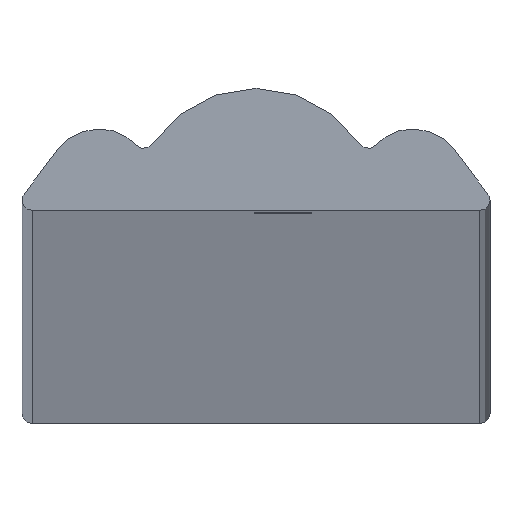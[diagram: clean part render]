
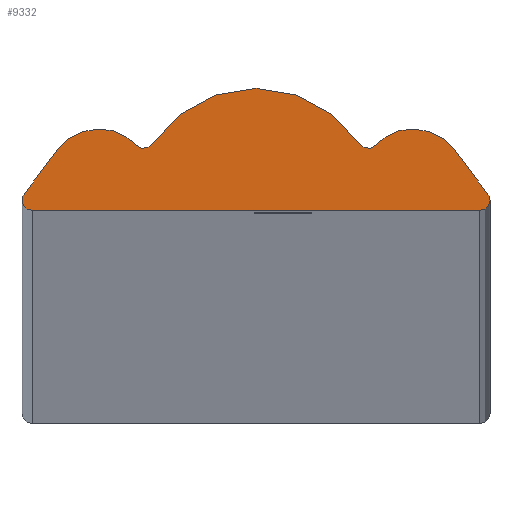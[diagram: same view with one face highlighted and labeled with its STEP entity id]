
A CAD part, top view. The second image highlights one B-rep face of the part: STEP entity #9332.
In plain terms, the highlighted planar face has unit normal (0, 0, 1).
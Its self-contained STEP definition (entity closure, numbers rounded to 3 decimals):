
#18 = VECTOR ( 'NONE', #1950, 1000. ) ;
#232 = CARTESIAN_POINT ( 'NONE',  ( 0., -0.05, 0. ) ) ;
#236 = DIRECTION ( 'NONE',  ( 0.6, 0.8, 0. ) ) ;
#311 = DIRECTION ( 'NONE',  ( -0.6, 0.8, 0. ) ) ;
#388 = LINE ( 'NONE', #6487, #8235 ) ;
#441 = EDGE_CURVE ( 'NONE', #7237, #2745, #673, .T. ) ;
#530 = DIRECTION ( 'NONE',  ( 1., 0., 0. ) ) ;
#569 = LINE ( 'NONE', #8077, #6633 ) ;
#673 = CIRCLE ( 'NONE', #3914, 1.25 ) ;
#710 = DIRECTION ( 'NONE',  ( -1., 0., 0. ) ) ;
#900 = CARTESIAN_POINT ( 'NONE',  ( -3.846, 0.75, 0. ) ) ;
#972 = CIRCLE ( 'NONE', #5440, 0.25 ) ;
#1006 = DIRECTION ( 'NONE',  ( -1., 0., 0. ) ) ;
#1085 = CARTESIAN_POINT ( 'NONE',  ( -4.875, 1.5, 0. ) ) ;
#1120 = AXIS2_PLACEMENT_3D ( 'NONE', #1975, #7298, #2760 ) ;
#1155 = CIRCLE ( 'NONE', #2852, 0.25 ) ;
#1163 = DIRECTION ( 'NONE',  ( -1., 0., 0. ) ) ;
#1205 = VERTEX_POINT ( 'NONE', #5415 ) ;
#1234 = CARTESIAN_POINT ( 'NONE',  ( 3.875, 0.75, 0. ) ) ;
#1430 = CARTESIAN_POINT ( 'NONE',  ( 3.846, 0.75, 0. ) ) ;
#1442 = VERTEX_POINT ( 'NONE', #3721 ) ;
#1675 = DIRECTION ( 'NONE',  ( -1., 0., 0. ) ) ;
#1806 = CIRCLE ( 'NONE', #2205, 0.25 ) ;
#1834 = AXIS2_PLACEMENT_3D ( 'NONE', #1904, #7217, #2691 ) ;
#1853 = CARTESIAN_POINT ( 'NONE',  ( 2.75, 1.774, 0. ) ) ;
#1904 = CARTESIAN_POINT ( 'NONE',  ( -3.875, 0.75, 0. ) ) ;
#1950 = DIRECTION ( 'NONE',  ( 1., 0., 0. ) ) ;
#1975 = CARTESIAN_POINT ( 'NONE',  ( 5.5, 0.25, 0. ) ) ;
#1987 = DIRECTION ( 'NONE',  ( -1., 0., 0. ) ) ;
#2005 = VERTEX_POINT ( 'NONE', #8359 ) ;
#2019 = VERTEX_POINT ( 'NONE', #3737 ) ;
#2049 = CIRCLE ( 'NONE', #3606, 0.25 ) ;
#2198 = DIRECTION ( 'NONE',  ( -1., 0., 0. ) ) ;
#2205 = AXIS2_PLACEMENT_3D ( 'NONE', #1853, #7168, #2628 ) ;
#2217 = EDGE_CURVE ( 'NONE', #8674, #7706, #3179, .T. ) ;
#2223 = CARTESIAN_POINT ( 'NONE',  ( 3.846, 2., 0. ) ) ;
#2228 = EDGE_CURVE ( 'NONE', #4047, #1205, #1155, .T. ) ;
#2299 = VERTEX_POINT ( 'NONE', #7442 ) ;
#2364 = CIRCLE ( 'NONE', #9079, 0.25 ) ;
#2451 = DIRECTION ( 'NONE',  ( 0., 0., -1. ) ) ;
#2628 = DIRECTION ( 'NONE',  ( -1., 0., 0. ) ) ;
#2691 = DIRECTION ( 'NONE',  ( -1., 0., 0. ) ) ;
#2745 = VERTEX_POINT ( 'NONE', #8001 ) ;
#2760 = DIRECTION ( 'NONE',  ( -1., 0., 0. ) ) ;
#2852 = AXIS2_PLACEMENT_3D ( 'NONE', #8744, #4200, #9509 ) ;
#2872 = ORIENTED_EDGE ( 'NONE', *, *, #9710, .T. ) ;
#3084 = VECTOR ( 'NONE', #236, 1000. ) ;
#3179 = CIRCLE ( 'NONE', #1834, 1.25 ) ;
#3340 = CIRCLE ( 'NONE', #6543, 1.25 ) ;
#3494 = ORIENTED_EDGE ( 'NONE', *, *, #7444, .T. ) ;
#3606 = AXIS2_PLACEMENT_3D ( 'NONE', #4506, #9806, #5260 ) ;
#3685 = DIRECTION ( 'NONE',  ( 0., 0., 1. ) ) ;
#3721 = CARTESIAN_POINT ( 'NONE',  ( 2.542, 1.636, 0. ) ) ;
#3737 = CARTESIAN_POINT ( 'NONE',  ( 2.933, 1.603, 0. ) ) ;
#3769 = EDGE_CURVE ( 'NONE', #4047, #1442, #9508, .T. ) ;
#3814 = EDGE_CURVE ( 'NONE', #7003, #2019, #3340, .T. ) ;
#3914 = AXIS2_PLACEMENT_3D ( 'NONE', #1234, #6546, #1987 ) ;
#3984 = AXIS2_PLACEMENT_3D ( 'NONE', #232, #5549, #1006 ) ;
#4047 = VERTEX_POINT ( 'NONE', #4510 ) ;
#4091 = ORIENTED_EDGE ( 'NONE', *, *, #2228, .T. ) ;
#4200 = DIRECTION ( 'NONE',  ( 0., 0., -1. ) ) ;
#4269 = ORIENTED_EDGE ( 'NONE', *, *, #7732, .F. ) ;
#4506 = CARTESIAN_POINT ( 'NONE',  ( -5.5, 0.25, 0. ) ) ;
#4510 = CARTESIAN_POINT ( 'NONE',  ( -2.542, 1.636, 0. ) ) ;
#4522 = EDGE_CURVE ( 'NONE', #6748, #7706, #4862, .T. ) ;
#4531 = EDGE_LOOP ( 'NONE', ( #4269, #8362, #8078, #9604, #4838, #9740, #2872, #3494, #5831, #4539, #9835, #5011, #8008, #9842, #4091, #5813 ) ) ;
#4539 = ORIENTED_EDGE ( 'NONE', *, *, #441, .T. ) ;
#4607 = CARTESIAN_POINT ( 'NONE',  ( 5.75, 0.25, 0. ) ) ;
#4689 = VECTOR ( 'NONE', #311, 1000. ) ;
#4838 = ORIENTED_EDGE ( 'NONE', *, *, #6586, .T. ) ;
#4862 = LINE ( 'NONE', #9346, #3084 ) ;
#5011 = ORIENTED_EDGE ( 'NONE', *, *, #3814, .T. ) ;
#5122 = CARTESIAN_POINT ( 'NONE',  ( -3.846, 2., 0. ) ) ;
#5260 = DIRECTION ( 'NONE',  ( -1., 0., 0. ) ) ;
#5263 = DIRECTION ( 'NONE',  ( 0., 0., 1. ) ) ;
#5360 = LINE ( 'NONE', #6498, #18 ) ;
#5415 = CARTESIAN_POINT ( 'NONE',  ( -2.933, 1.603, 0. ) ) ;
#5440 = AXIS2_PLACEMENT_3D ( 'NONE', #9809, #5263, #710 ) ;
#5461 = CIRCLE ( 'NONE', #5884, 1.25 ) ;
#5543 = EDGE_CURVE ( 'NONE', #2299, #8933, #569, .T. ) ;
#5549 = DIRECTION ( 'NONE',  ( 0., 0., -1. ) ) ;
#5592 = CARTESIAN_POINT ( 'NONE',  ( -3.875, 2., 0. ) ) ;
#5596 = EDGE_CURVE ( 'NONE', #6748, #2005, #2364, .T. ) ;
#5692 = VERTEX_POINT ( 'NONE', #4607 ) ;
#5813 = ORIENTED_EDGE ( 'NONE', *, *, #9325, .T. ) ;
#5831 = ORIENTED_EDGE ( 'NONE', *, *, #9663, .T. ) ;
#5884 = AXIS2_PLACEMENT_3D ( 'NONE', #900, #6229, #1675 ) ;
#6023 = EDGE_CURVE ( 'NONE', #2745, #7003, #388, .T. ) ;
#6229 = DIRECTION ( 'NONE',  ( 0., 0., 1. ) ) ;
#6402 = CARTESIAN_POINT ( 'NONE',  ( 6., 0., 0. ) ) ;
#6419 = CARTESIAN_POINT ( 'NONE',  ( 4.875, 1.5, 0. ) ) ;
#6487 = CARTESIAN_POINT ( 'NONE',  ( 4.5, 2., 0. ) ) ;
#6498 = CARTESIAN_POINT ( 'NONE',  ( -4.5, 2., 0. ) ) ;
#6543 = AXIS2_PLACEMENT_3D ( 'NONE', #1430, #6740, #2198 ) ;
#6546 = DIRECTION ( 'NONE',  ( 0., 0., 1. ) ) ;
#6586 = EDGE_CURVE ( 'NONE', #2005, #2299, #2049, .T. ) ;
#6633 = VECTOR ( 'NONE', #530, 1000. ) ;
#6705 = CIRCLE ( 'NONE', #1120, 0.25 ) ;
#6740 = DIRECTION ( 'NONE',  ( 0., 0., 1. ) ) ;
#6748 = VERTEX_POINT ( 'NONE', #7858 ) ;
#6981 = PLANE ( 'NONE',  #7926 ) ;
#7003 = VERTEX_POINT ( 'NONE', #2223 ) ;
#7168 = DIRECTION ( 'NONE',  ( 0., 0., -1. ) ) ;
#7217 = DIRECTION ( 'NONE',  ( 0., 0., 1. ) ) ;
#7237 = VERTEX_POINT ( 'NONE', #6419 ) ;
#7257 = FACE_OUTER_BOUND ( 'NONE', #4531, .T. ) ;
#7298 = DIRECTION ( 'NONE',  ( 0., 0., 1. ) ) ;
#7442 = CARTESIAN_POINT ( 'NONE',  ( -5.5, 0., 0. ) ) ;
#7444 = EDGE_CURVE ( 'NONE', #5692, #8778, #972, .T. ) ;
#7702 = EDGE_CURVE ( 'NONE', #2019, #1442, #1806, .T. ) ;
#7706 = VERTEX_POINT ( 'NONE', #1085 ) ;
#7732 = EDGE_CURVE ( 'NONE', #8674, #9151, #5360, .T. ) ;
#7760 = DIRECTION ( 'NONE',  ( -1., 0., 0. ) ) ;
#7858 = CARTESIAN_POINT ( 'NONE',  ( -5.7, 0.4, 0. ) ) ;
#7926 = AXIS2_PLACEMENT_3D ( 'NONE', #8485, #2451, #7760 ) ;
#8001 = CARTESIAN_POINT ( 'NONE',  ( 3.875, 2., 0. ) ) ;
#8008 = ORIENTED_EDGE ( 'NONE', *, *, #7702, .T. ) ;
#8077 = CARTESIAN_POINT ( 'NONE',  ( -6., 0., 0. ) ) ;
#8078 = ORIENTED_EDGE ( 'NONE', *, *, #4522, .F. ) ;
#8235 = VECTOR ( 'NONE', #1163, 1000. ) ;
#8241 = CARTESIAN_POINT ( 'NONE',  ( -5.5, 0.25, 0. ) ) ;
#8359 = CARTESIAN_POINT ( 'NONE',  ( -5.75, 0.25, 0. ) ) ;
#8362 = ORIENTED_EDGE ( 'NONE', *, *, #2217, .T. ) ;
#8485 = CARTESIAN_POINT ( 'NONE',  ( 0., -0.05, 0. ) ) ;
#8566 = CARTESIAN_POINT ( 'NONE',  ( 5.7, 0.4, 0. ) ) ;
#8674 = VERTEX_POINT ( 'NONE', #5592 ) ;
#8736 = LINE ( 'NONE', #6402, #4689 ) ;
#8744 = CARTESIAN_POINT ( 'NONE',  ( -2.75, 1.774, 0. ) ) ;
#8778 = VERTEX_POINT ( 'NONE', #8566 ) ;
#8933 = VERTEX_POINT ( 'NONE', #9704 ) ;
#9003 = DIRECTION ( 'NONE',  ( -1., 0., 0. ) ) ;
#9079 = AXIS2_PLACEMENT_3D ( 'NONE', #8241, #3685, #9003 ) ;
#9151 = VERTEX_POINT ( 'NONE', #5122 ) ;
#9325 = EDGE_CURVE ( 'NONE', #1205, #9151, #5461, .T. ) ;
#9332 = ADVANCED_FACE ( 'NONE', ( #7257 ), #6981, .F. ) ;
#9346 = CARTESIAN_POINT ( 'NONE',  ( -6., 0., 0. ) ) ;
#9508 = CIRCLE ( 'NONE', #3984, 3.05 ) ;
#9509 = DIRECTION ( 'NONE',  ( -1., 0., 0. ) ) ;
#9604 = ORIENTED_EDGE ( 'NONE', *, *, #5596, .T. ) ;
#9663 = EDGE_CURVE ( 'NONE', #8778, #7237, #8736, .T. ) ;
#9704 = CARTESIAN_POINT ( 'NONE',  ( 5.5, 0., 0. ) ) ;
#9710 = EDGE_CURVE ( 'NONE', #8933, #5692, #6705, .T. ) ;
#9740 = ORIENTED_EDGE ( 'NONE', *, *, #5543, .T. ) ;
#9806 = DIRECTION ( 'NONE',  ( 0., 0., 1. ) ) ;
#9809 = CARTESIAN_POINT ( 'NONE',  ( 5.5, 0.25, 0. ) ) ;
#9835 = ORIENTED_EDGE ( 'NONE', *, *, #6023, .T. ) ;
#9842 = ORIENTED_EDGE ( 'NONE', *, *, #3769, .F. ) ;
